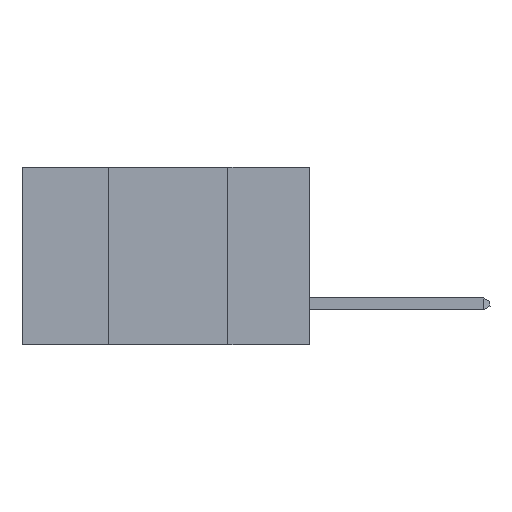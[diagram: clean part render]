
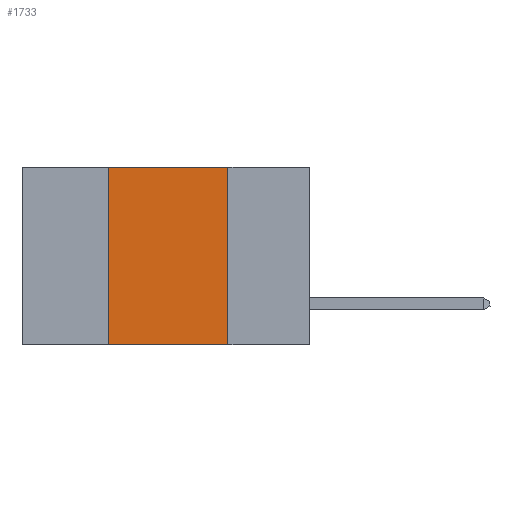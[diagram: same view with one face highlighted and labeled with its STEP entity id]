
A CAD part, left-side view. The second image highlights one B-rep face of the part: STEP entity #1733.
In plain terms, the highlighted planar face has unit normal (-1, 0, 0).
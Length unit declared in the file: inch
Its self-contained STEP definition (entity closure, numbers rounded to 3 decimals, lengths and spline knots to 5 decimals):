
#276 = PLANE ( 'NONE',  #12157 ) ;
#1359 = VECTOR ( 'NONE', #4069, 39.37008 ) ;
#1733 = ADVANCED_FACE ( 'NONE', ( #4870 ), #276, .F. ) ;
#2156 = VERTEX_POINT ( 'NONE', #8940 ) ;
#3340 = DIRECTION ( 'NONE',  ( 1., 0., 0. ) ) ;
#4006 = DIRECTION ( 'NONE',  ( 0., -1., 0. ) ) ;
#4069 = DIRECTION ( 'NONE',  ( 0., -1., 0. ) ) ;
#4090 = CARTESIAN_POINT ( 'NONE',  ( 0., 0.6, -0.37 ) ) ;
#4596 = EDGE_CURVE ( 'NONE', #10759, #2156, #13860, .T. ) ;
#4666 = ORIENTED_EDGE ( 'NONE', *, *, #5140, .T. ) ;
#4844 = EDGE_CURVE ( 'NONE', #8474, #9081, #8547, .T. ) ;
#4870 = FACE_OUTER_BOUND ( 'NONE', #11506, .T. ) ;
#5140 = EDGE_CURVE ( 'NONE', #8474, #2156, #12734, .T. ) ;
#5303 = VECTOR ( 'NONE', #6132, 39.37008 ) ;
#5482 = ORIENTED_EDGE ( 'NONE', *, *, #11501, .F. ) ;
#5845 = VECTOR ( 'NONE', #8308, 39.37008 ) ;
#6026 = ORIENTED_EDGE ( 'NONE', *, *, #4844, .F. ) ;
#6132 = DIRECTION ( 'NONE',  ( 0., 0., 1. ) ) ;
#6177 = CARTESIAN_POINT ( 'NONE',  ( 0., 0.42, 0. ) ) ;
#6498 = ORIENTED_EDGE ( 'NONE', *, *, #4596, .F. ) ;
#6508 = LINE ( 'NONE', #13299, #13610 ) ;
#8196 = CARTESIAN_POINT ( 'NONE',  ( 0., 0.17, 0. ) ) ;
#8308 = DIRECTION ( 'NONE',  ( 0., 0., -1. ) ) ;
#8474 = VERTEX_POINT ( 'NONE', #11534 ) ;
#8547 = LINE ( 'NONE', #6177, #5303 ) ;
#8848 = CARTESIAN_POINT ( 'NONE',  ( 0., 0.6, 0. ) ) ;
#8940 = CARTESIAN_POINT ( 'NONE',  ( 0., 0.17, -0.37 ) ) ;
#9001 = DIRECTION ( 'NONE',  ( 0., 0., -1. ) ) ;
#9081 = VERTEX_POINT ( 'NONE', #9411 ) ;
#9411 = CARTESIAN_POINT ( 'NONE',  ( 0., 0.42, 0. ) ) ;
#10759 = VERTEX_POINT ( 'NONE', #12046 ) ;
#11501 = EDGE_CURVE ( 'NONE', #9081, #10759, #6508, .T. ) ;
#11506 = EDGE_LOOP ( 'NONE', ( #6498, #5482, #6026, #4666 ) ) ;
#11534 = CARTESIAN_POINT ( 'NONE',  ( 0., 0.42, -0.37 ) ) ;
#12046 = CARTESIAN_POINT ( 'NONE',  ( 0., 0.17, 0. ) ) ;
#12157 = AXIS2_PLACEMENT_3D ( 'NONE', #8848, #3340, #9001 ) ;
#12734 = LINE ( 'NONE', #4090, #1359 ) ;
#13299 = CARTESIAN_POINT ( 'NONE',  ( 0., 0.6, 0. ) ) ;
#13610 = VECTOR ( 'NONE', #4006, 39.37008 ) ;
#13860 = LINE ( 'NONE', #8196, #5845 ) ;
